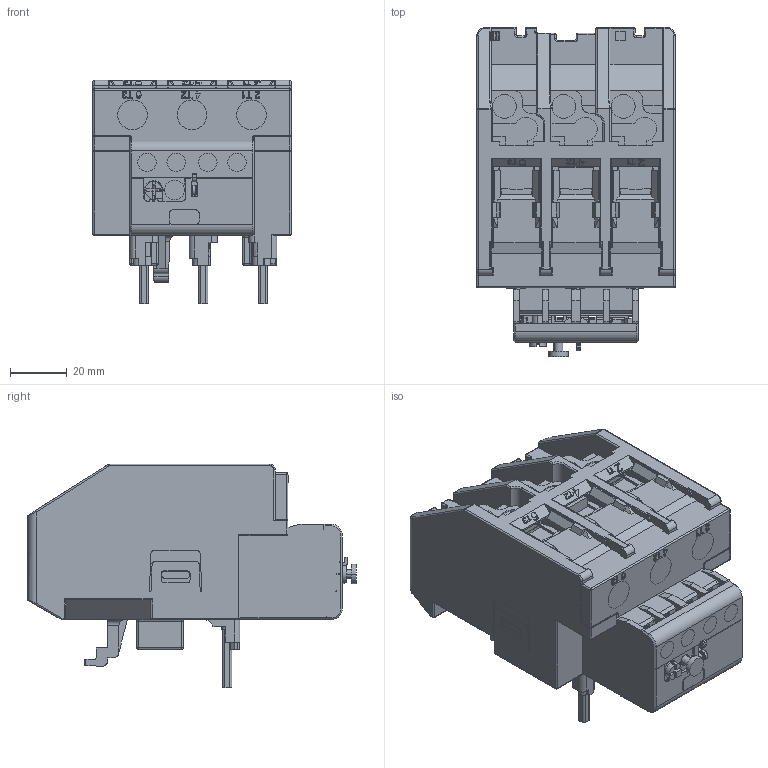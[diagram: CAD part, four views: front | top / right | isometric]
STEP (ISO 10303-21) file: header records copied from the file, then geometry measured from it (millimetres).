
FILE_DESCRIPTION((''),'2;1');
FILE_NAME('CDR6I-93','2025-06-12T',('qiang01.yu'),(''),'PRO/ENGINEER BY PARAMETRIC TECHNOLOGY CORPORATION, 2015440','PRO/ENGINEER BY PARAMETRIC TECHNOLOGY CORPORATION, 2015440','');
FILE_SCHEMA(('CONFIG_CONTROL_DESIGN'));
Products named in the file (1): CDR6I-93
Bounding box: 70 x 116.2 x 79 mm (x, y, z)
Volume: 194502.5 mm3; surface area: 108175.7 mm2
Topology: 7 solids, 9 shells, 3395 faces, 9780 edges, 6283 vertices
Faces by surface type: plane 2337, cylinder 770, extrusion 85, torus 65, sphere 58, bspline 53, cone 27
Entity records: 117242 total; most frequent: CARTESIAN_POINT 27910, ORIENTED_EDGE 19552, DIRECTION 17509, EDGE_CURVE 9776, VECTOR 7709, LINE 7624, VERTEX_POINT 6283, AXIS2_PLACEMENT_3D 4900
